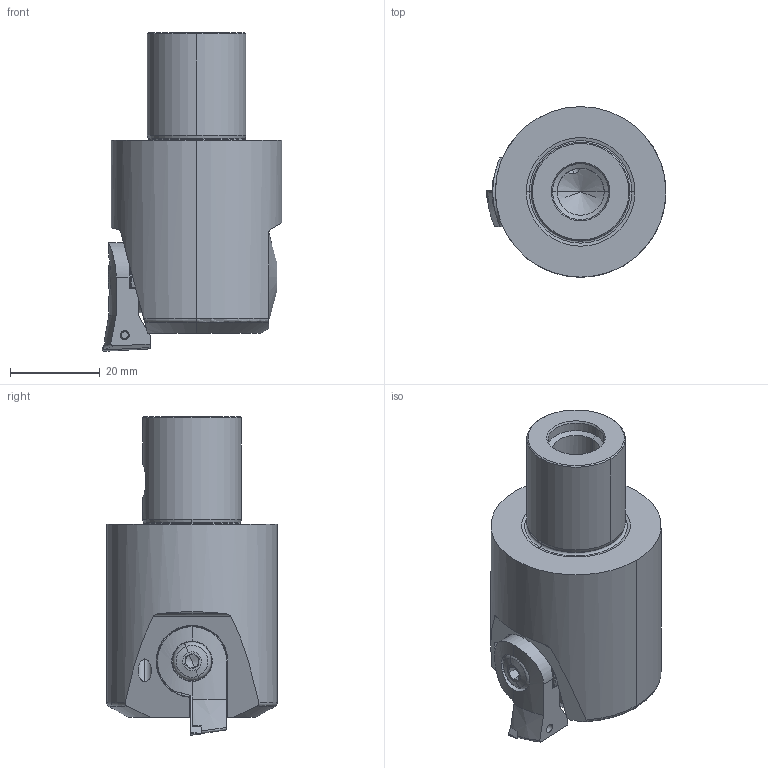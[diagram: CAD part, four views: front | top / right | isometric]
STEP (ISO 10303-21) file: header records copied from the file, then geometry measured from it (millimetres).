
FILE_DESCRIPTION(('no description'),'unknown implementation level');
FILE_NAME('3A52210E-2565-47C5-8ACC-D020E78BB073_export.stp',' ',('CIMSOURCE GmbH'),('CADClick - KiM GmbH - www.kimweb.de'),'unknown preprocess','ACIS','unknown authorization');
FILE_SCHEMA(('automotive_design'));
Length unit declared in the file: millimetre
Products named in the file (6): 310.405A Kaiser EWB 41-54 X CK4|310.431A Kaiser Werkzeugk�rper zu EWB41-54 x CK4;<N144.17 CKS4 Zapfen>-<K�rper-Verschieben/Kopieren2>; 310.405A Kaiser EWB 41-54 X CK4|310.422 Kaiser Zustelleinheit EWB 41-54|690.138 Kaiser ETL M5_SW3 X 10;Schnitt-Linear austragen2; 310.405A Kaiser EWB 41-54 X CK4|310.422 Kaiser Zustelleinheit EWB 41-54|310.450 Kaiser Werkzeugtr�ger zu EWB 41-54;Fase2; 310.405A Kaiser EWB 41-54 X CK4|310.422 Kaiser Zustelleinheit EWB 41-54|626.241 Kaiser EBH 41 TC11 41-54|655.383 Kaiser TCGT 110204 K10C;Kombinieren1; 310.405A Kaiser EWB 41-54 X CK4|310.422 Kaiser Zustelleinheit EWB 41-54|626.241 Kaiser EBH 41 TC11 41-54|694.122 Kaiser ETL M2.5x6.5 T7 IP 10S;Kreismuster1; 310.405A Kaiser EWB 41-54 X CK4|310.422 Kaiser Zustelleinheit EWB 41-54|626.241 Kaiser EBH 41 TC11 41-54|626.241 Kaiser EBH 41 TC11 41-54;Fase1
Bounding box: 40.06 x 38 x 71 mm (x, y, z)
Volume: 52400.6 mm3; surface area: 15007.3 mm2
Topology: 6 solids, 6 shells, 251 faces, 625 edges, 382 vertices
Faces by surface type: plane 90, cylinder 70, cone 69, torus 20, bspline 2
Entity records: 15965 total; most frequent: CARTESIAN_POINT 2802, DIRECTION 1323, STYLED_ITEM 1256, PRESENTATION_STYLE_ASSIGNMENT 1256, COLOUR_RGB 1256, ORIENTED_EDGE 1234, EDGE_CURVE 617, CURVE_STYLE 617
